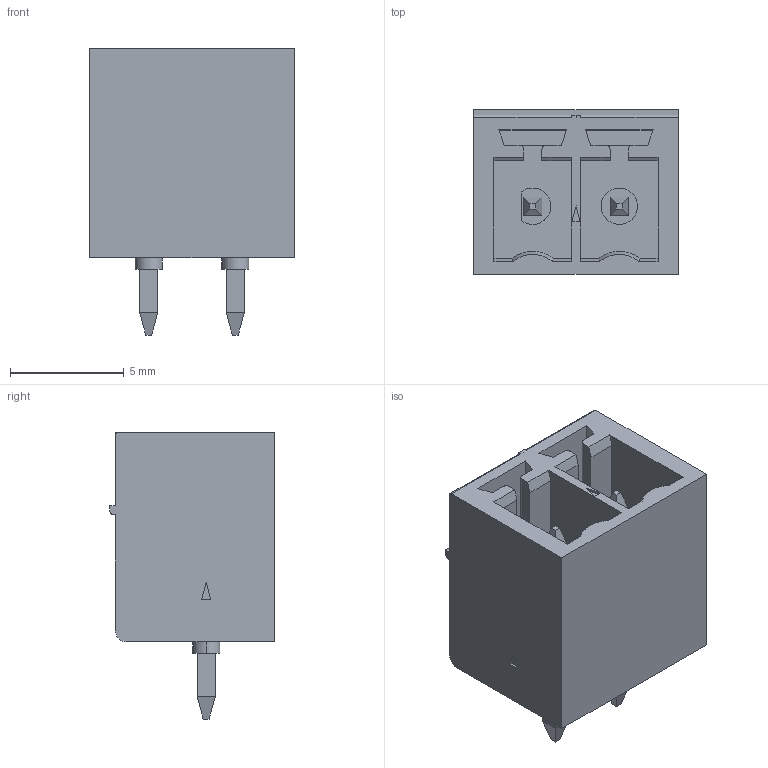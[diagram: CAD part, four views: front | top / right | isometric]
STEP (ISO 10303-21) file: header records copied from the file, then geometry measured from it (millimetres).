
FILE_DESCRIPTION((''),'2;1');
FILE_NAME('PHOENIX_1803426.stp','2010-05-04T16:24:26',(''),(''),'Mechanical Desktop 2010','Mechanical Desktop 2010',', , ');
FILE_SCHEMA(('AUTOMOTIVE_DESIGN { 1 2 10303 214 1 1 1 1 }'));
Length unit declared in the file: millimetre
Products named in the file (1): Product
Bounding box: 9.01 x 7.25 x 12.6 mm (x, y, z)
Volume: 365.5 mm3; surface area: 810.3 mm2
Topology: 9 solids, 9 shells, 176 faces, 598 edges, 620 vertices
Faces by surface type: plane 136, cylinder 36, sphere 2, cone 2
Entity records: 6416 total; most frequent: CARTESIAN_POINT 1293, DIRECTION 1050, ORIENTED_EDGE 844, VECTOR 484, LINE 484, EDGE_CURVE 422, AXIS2_PLACEMENT_3D 283, VERTEX_POINT 276
